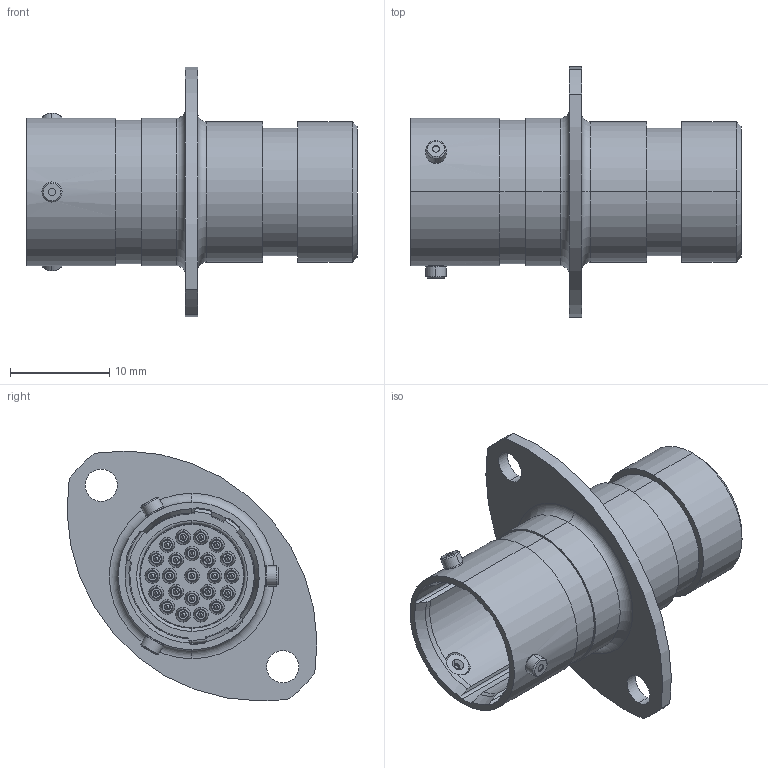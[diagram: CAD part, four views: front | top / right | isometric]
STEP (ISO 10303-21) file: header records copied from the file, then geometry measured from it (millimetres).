
FILE_DESCRIPTION (( 'STEP AP214' ), '1' );
FILE_NAME ('ASDD010-23PC.STEP', '2017-07-28T09:29:34', ( '' ), ( '' ), 'SwSTEP 2.0', 'SolidWorks 2015', '' );
FILE_SCHEMA (( 'AUTOMOTIVE_DESIGN' ));
Length unit declared in the file: inch
Products named in the file (1): ASDD010-23PC
Bounding box: 33.31 x 25.2 x 25.21 mm (x, y, z)
Volume: 3365.1 mm3; surface area: 5467.2 mm2
Topology: 1 solids, 26 shells, 1666 faces, 3697 edges, 2282 vertices
Faces by surface type: cylinder 672, plane 378, torus 300, cone 256, sphere 60
Entity records: 67115 total; most frequent: DIRECTION 9294, CARTESIAN_POINT 7915, ORIENTED_EDGE 7186, AXIS2_PLACEMENT_3D 4086, EDGE_CURVE 3593, CIRCLE 2419, VERTEX_POINT 2232, EDGE_LOOP 1973
